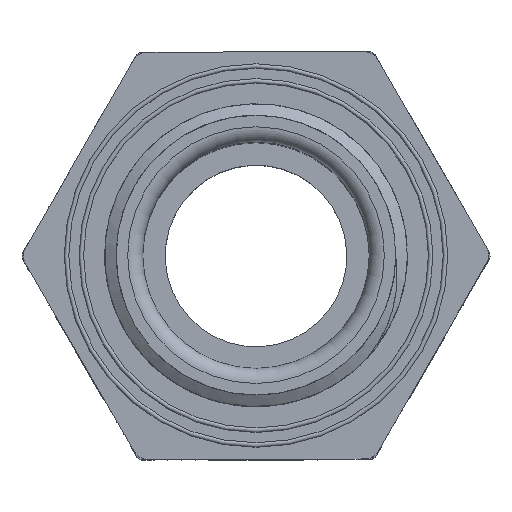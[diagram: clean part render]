
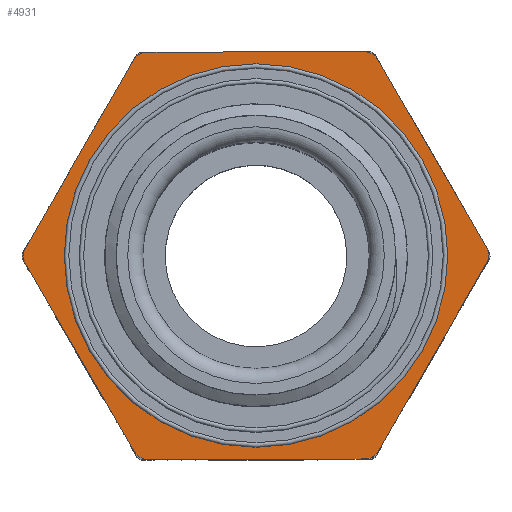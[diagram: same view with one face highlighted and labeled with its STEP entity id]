
A CAD part, top view. The second image highlights one B-rep face of the part: STEP entity #4931.
In plain terms, the highlighted planar face has unit normal (0, 0, 1).
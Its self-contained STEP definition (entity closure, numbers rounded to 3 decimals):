
#119=FACE_BOUND('',#892,.T.);
#239=CIRCLE('',#5340,1.);
#241=CIRCLE('',#5344,1.);
#242=CIRCLE('',#5345,1.);
#243=CIRCLE('',#5346,1.);
#244=CIRCLE('',#5347,1.);
#245=CIRCLE('',#5348,1.);
#246=CIRCLE('',#5349,12.67);
#359=PLANE('',#5343);
#610=FACE_OUTER_BOUND('',#891,.T.);
#891=EDGE_LOOP('',(#3923,#3924,#3925,#3926,#3927,#3928,#3929,#3930,#3931,
#3932,#3933,#3934));
#892=EDGE_LOOP('',(#3935));
#1228=LINE('',#10535,#1653);
#1231=LINE('',#10541,#1656);
#1232=LINE('',#10545,#1657);
#1233=LINE('',#10549,#1658);
#1234=LINE('',#10553,#1659);
#1235=LINE('',#10557,#1660);
#1653=VECTOR('',#6179,10.);
#1656=VECTOR('',#6184,10.);
#1657=VECTOR('',#6187,10.);
#1658=VECTOR('',#6190,10.);
#1659=VECTOR('',#6193,10.);
#1660=VECTOR('',#6196,10.);
#2261=VERTEX_POINT('',#10525);
#2262=VERTEX_POINT('',#10526);
#2265=VERTEX_POINT('',#10534);
#2267=VERTEX_POINT('',#10540);
#2268=VERTEX_POINT('',#10542);
#2269=VERTEX_POINT('',#10544);
#2270=VERTEX_POINT('',#10546);
#2271=VERTEX_POINT('',#10548);
#2272=VERTEX_POINT('',#10550);
#2273=VERTEX_POINT('',#10552);
#2274=VERTEX_POINT('',#10554);
#2275=VERTEX_POINT('',#10556);
#2276=VERTEX_POINT('',#10559);
#2866=EDGE_CURVE('',#2261,#2262,#239,.T.);
#2870=EDGE_CURVE('',#2265,#2262,#1228,.T.);
#2873=EDGE_CURVE('',#2261,#2267,#1231,.T.);
#2874=EDGE_CURVE('',#2268,#2267,#241,.T.);
#2875=EDGE_CURVE('',#2268,#2269,#1232,.T.);
#2876=EDGE_CURVE('',#2270,#2269,#242,.T.);
#2877=EDGE_CURVE('',#2270,#2271,#1233,.T.);
#2878=EDGE_CURVE('',#2272,#2271,#243,.T.);
#2879=EDGE_CURVE('',#2272,#2273,#1234,.T.);
#2880=EDGE_CURVE('',#2274,#2273,#244,.T.);
#2881=EDGE_CURVE('',#2274,#2275,#1235,.T.);
#2882=EDGE_CURVE('',#2265,#2275,#245,.T.);
#2883=EDGE_CURVE('',#2276,#2276,#246,.T.);
#3923=ORIENTED_EDGE('',*,*,#2866,.F.);
#3924=ORIENTED_EDGE('',*,*,#2873,.T.);
#3925=ORIENTED_EDGE('',*,*,#2874,.F.);
#3926=ORIENTED_EDGE('',*,*,#2875,.T.);
#3927=ORIENTED_EDGE('',*,*,#2876,.F.);
#3928=ORIENTED_EDGE('',*,*,#2877,.T.);
#3929=ORIENTED_EDGE('',*,*,#2878,.F.);
#3930=ORIENTED_EDGE('',*,*,#2879,.T.);
#3931=ORIENTED_EDGE('',*,*,#2880,.F.);
#3932=ORIENTED_EDGE('',*,*,#2881,.T.);
#3933=ORIENTED_EDGE('',*,*,#2882,.F.);
#3934=ORIENTED_EDGE('',*,*,#2870,.T.);
#3935=ORIENTED_EDGE('',*,*,#2883,.T.);
#4931=ADVANCED_FACE('',(#610,#119),#359,.T.);
#5340=AXIS2_PLACEMENT_3D('',#10527,#6171,#6172);
#5343=AXIS2_PLACEMENT_3D('',#10539,#6182,#6183);
#5344=AXIS2_PLACEMENT_3D('',#10543,#6185,#6186);
#5345=AXIS2_PLACEMENT_3D('',#10547,#6188,#6189);
#5346=AXIS2_PLACEMENT_3D('',#10551,#6191,#6192);
#5347=AXIS2_PLACEMENT_3D('',#10555,#6194,#6195);
#5348=AXIS2_PLACEMENT_3D('',#10558,#6197,#6198);
#5349=AXIS2_PLACEMENT_3D('',#10560,#6199,#6200);
#6171=DIRECTION('center_axis',(0.,0.,-1.));
#6172=DIRECTION('ref_axis',(-0.501,0.865,0.));
#6179=DIRECTION('',(-1.,-0.001,0.));
#6182=DIRECTION('center_axis',(0.,0.,1.));
#6183=DIRECTION('ref_axis',(1.,0.,0.));
#6184=DIRECTION('',(-0.499,-0.867,0.));
#6185=DIRECTION('center_axis',(0.,0.,-1.));
#6186=DIRECTION('ref_axis',(-1.,-0.001,0.));
#6187=DIRECTION('',(0.501,-0.865,0.));
#6188=DIRECTION('center_axis',(0.,0.,-1.));
#6189=DIRECTION('ref_axis',(-0.499,-0.867,0.));
#6190=DIRECTION('',(1.,0.001,0.));
#6191=DIRECTION('center_axis',(0.,0.,-1.));
#6192=DIRECTION('ref_axis',(0.501,-0.865,0.));
#6193=DIRECTION('',(0.499,0.867,0.));
#6194=DIRECTION('center_axis',(0.,0.,-1.));
#6195=DIRECTION('ref_axis',(1.,0.001,0.));
#6196=DIRECTION('',(-0.501,0.865,0.));
#6197=DIRECTION('center_axis',(0.,0.,-1.));
#6198=DIRECTION('ref_axis',(0.499,0.867,0.));
#6199=DIRECTION('center_axis',(0.,0.,-1.));
#6200=DIRECTION('ref_axis',(-1.,0.,0.));
#10525=CARTESIAN_POINT('',(-8.069,12.941,17.27));
#10526=CARTESIAN_POINT('',(-7.203,13.442,17.27));
#10527=CARTESIAN_POINT('Origin',(-7.202,12.442,17.27));
#10534=CARTESIAN_POINT('',(7.173,13.458,17.27));
#10535=CARTESIAN_POINT('',(-7.78,13.441,17.27));
#10539=CARTESIAN_POINT('Origin',(0.,0.,
17.27));
#10540=CARTESIAN_POINT('',(-15.243,0.483,17.27));
#10541=CARTESIAN_POINT('',(-15.531,-0.017,17.27));
#10542=CARTESIAN_POINT('',(-15.241,-0.517,17.27));
#10543=CARTESIAN_POINT('Origin',(-14.376,-0.016,
17.27));
#10544=CARTESIAN_POINT('',(-8.039,-12.959,17.27));
#10545=CARTESIAN_POINT('',(-7.75,-13.459,17.27));
#10546=CARTESIAN_POINT('',(-7.173,-13.458,17.27));
#10547=CARTESIAN_POINT('Origin',(-7.174,-12.458,17.27));
#10548=CARTESIAN_POINT('',(7.203,-13.442,17.27));
#10549=CARTESIAN_POINT('',(7.78,-13.441,17.27));
#10550=CARTESIAN_POINT('',(8.069,-12.941,17.27));
#10551=CARTESIAN_POINT('Origin',(7.202,-12.442,17.27));
#10552=CARTESIAN_POINT('',(15.243,-0.483,17.27));
#10553=CARTESIAN_POINT('',(15.531,0.017,17.27));
#10554=CARTESIAN_POINT('',(15.241,0.517,17.27));
#10555=CARTESIAN_POINT('Origin',(14.376,0.016,17.27));
#10556=CARTESIAN_POINT('',(8.039,12.959,17.27));
#10557=CARTESIAN_POINT('',(7.75,13.459,17.27));
#10558=CARTESIAN_POINT('Origin',(7.174,12.458,17.27));
#10559=CARTESIAN_POINT('',(12.67,0.,17.27));
#10560=CARTESIAN_POINT('Origin',(0.,0.,17.27));
